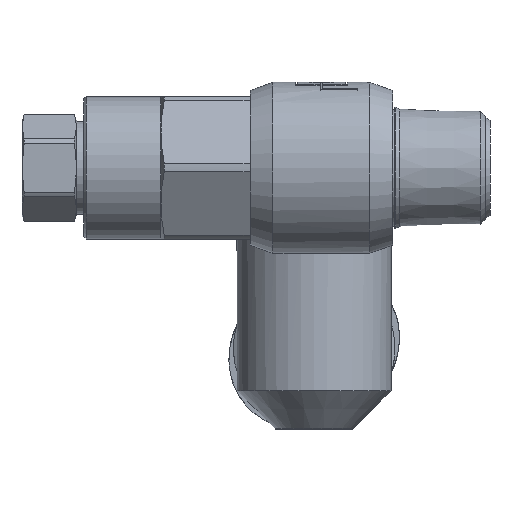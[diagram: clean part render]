
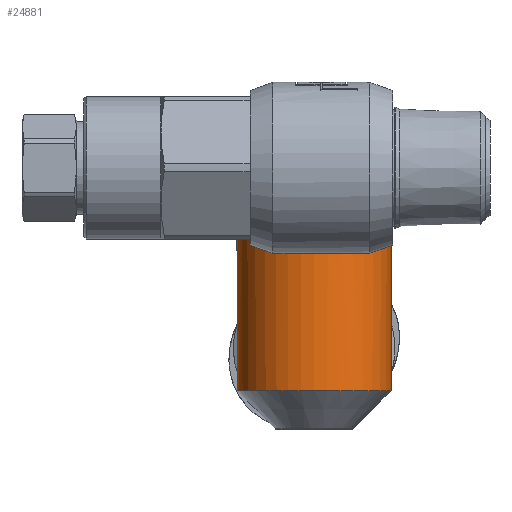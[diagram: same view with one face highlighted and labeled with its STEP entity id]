
A CAD part, left-side view. The second image highlights one B-rep face of the part: STEP entity #24881.
In plain terms, the highlighted cylindrical face has radius 6.5 mm (diameter 13 mm), a full revolution.
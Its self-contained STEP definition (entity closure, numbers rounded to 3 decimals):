
#24728=CARTESIAN_POINT('',(2.935,3.55,-5.8));
#24729=VERTEX_POINT('',#24728);
#24749=CARTESIAN_POINT('',(2.935,3.55,5.8));
#24750=VERTEX_POINT('',#24749);
#24751=CARTESIAN_POINT('',(0.0,3.55,0.0));
#24752=DIRECTION('',(0.0,-1.0,0.0));
#24753=DIRECTION('',(-1.0,0.0,0.0));
#24754=AXIS2_PLACEMENT_3D('',#24751,#24752,#24753);
#24755=CIRCLE('',#24754,6.5);
#24756=EDGE_CURVE('',#24750,#24729,#24755,.T.);
#24791=CARTESIAN_POINT('',(0.0,-2.825,0.0));
#24792=DIRECTION('',(0.0,-1.0,0.0));
#24793=DIRECTION('',(-1.0,0.0,0.0));
#24794=AXIS2_PLACEMENT_3D('',#24791,#24792,#24793);
#24795=CYLINDRICAL_SURFACE('',#24794,6.5);
#24796=CARTESIAN_POINT('',(-6.5,-9.2,0.0));
#24797=VERTEX_POINT('',#24796);
#24798=CARTESIAN_POINT('',(0.0,-9.2,0.0));
#24799=DIRECTION('',(0.0,-1.0,0.0));
#24800=DIRECTION('',(-1.0,0.0,0.0));
#24801=AXIS2_PLACEMENT_3D('',#24798,#24799,#24800);
#24802=CIRCLE('',#24801,6.5);
#24803=EDGE_CURVE('',#24797,#24797,#24802,.T.);
#24804=ORIENTED_EDGE('',*,*,#24803,.F.);
#24805=EDGE_LOOP('',(#24804));
#24806=FACE_OUTER_BOUND('',#24805,.T.);
#24807=CARTESIAN_POINT('',(1.136,2.298,6.4));
#24808=VERTEX_POINT('',#24807);
#24809=CARTESIAN_POINT('',(2.935,3.55,5.8));
#24810=CARTESIAN_POINT('',(2.794,3.434,5.871));
#24811=CARTESIAN_POINT('',(2.652,3.319,5.936));
#24812=CARTESIAN_POINT('',(2.127,2.908,6.156));
#24813=CARTESIAN_POINT('',(1.741,2.628,6.276));
#24814=CARTESIAN_POINT('',(1.269,2.366,6.375));
#24815=CARTESIAN_POINT('',(1.203,2.331,6.388));
#24816=CARTESIAN_POINT('',(1.136,2.298,6.4));
#24817=B_SPLINE_CURVE_WITH_KNOTS('',3,(#24809,#24810,#24811,#24812,#24813,#24814,#24815,#24816),.UNSPECIFIED.,.F.,.U.,(4,2,2,4),(1.922,1.98,2.133,2.157),.UNSPECIFIED.);
#24818=EDGE_CURVE('',#24750,#24808,#24817,.T.);
#24819=ORIENTED_EDGE('',*,*,#24818,.F.);
#24820=ORIENTED_EDGE('',*,*,#24756,.T.);
#24821=CARTESIAN_POINT('',(1.136,2.298,-6.4));
#24822=VERTEX_POINT('',#24821);
#24823=CARTESIAN_POINT('',(1.136,2.298,-6.4));
#24824=CARTESIAN_POINT('',(1.203,2.331,-6.388));
#24825=CARTESIAN_POINT('',(1.269,2.366,-6.375));
#24826=CARTESIAN_POINT('',(1.741,2.628,-6.276));
#24827=CARTESIAN_POINT('',(2.127,2.908,-6.156));
#24828=CARTESIAN_POINT('',(2.652,3.319,-5.936));
#24829=CARTESIAN_POINT('',(2.794,3.434,-5.871));
#24830=CARTESIAN_POINT('',(2.935,3.55,-5.8));
#24831=B_SPLINE_CURVE_WITH_KNOTS('',3,(#24823,#24824,#24825,#24826,#24827,#24828,#24829,#24830),.UNSPECIFIED.,.F.,.U.,(4,2,2,4),(0.128,0.153,0.305,0.363),.UNSPECIFIED.);
#24832=EDGE_CURVE('',#24822,#24729,#24831,.T.);
#24833=ORIENTED_EDGE('',*,*,#24832,.F.);
#24834=CARTESIAN_POINT('',(1.136,-2.298,-6.4));
#24835=VERTEX_POINT('',#24834);
#24836=CARTESIAN_POINT('',(1.136,-2.298,-6.4));
#24837=DIRECTION('',(0.0,1.0,0.0));
#24838=VECTOR('',#24837,4.596);
#24839=LINE('',#24836,#24838);
#24840=EDGE_CURVE('',#24835,#24822,#24839,.T.);
#24841=ORIENTED_EDGE('',*,*,#24840,.F.);
#24842=CARTESIAN_POINT('',(1.136,-2.298,6.4));
#24843=VERTEX_POINT('',#24842);
#24844=CARTESIAN_POINT('',(1.136,-2.298,6.4));
#24845=CARTESIAN_POINT('',(1.203,-2.331,6.388));
#24846=CARTESIAN_POINT('',(1.269,-2.366,6.375));
#24847=CARTESIAN_POINT('',(1.741,-2.628,6.276));
#24848=CARTESIAN_POINT('',(2.127,-2.908,6.156));
#24849=CARTESIAN_POINT('',(3.27,-3.802,5.678));
#24850=CARTESIAN_POINT('',(3.993,-4.458,5.2));
#24851=CARTESIAN_POINT('',(5.122,-5.494,4.07));
#24852=CARTESIAN_POINT('',(5.618,-5.962,3.382));
#24853=CARTESIAN_POINT('',(6.136,-6.452,2.189));
#24854=CARTESIAN_POINT('',(6.272,-6.582,1.765));
#24855=CARTESIAN_POINT('',(6.454,-6.756,0.892));
#24856=CARTESIAN_POINT('',(6.5,-6.8,0.444));
#24857=CARTESIAN_POINT('',(6.5,-6.8,-0.444));
#24858=CARTESIAN_POINT('',(6.454,-6.756,-0.892));
#24859=CARTESIAN_POINT('',(6.272,-6.582,-1.765));
#24860=CARTESIAN_POINT('',(6.136,-6.452,-2.189));
#24861=CARTESIAN_POINT('',(5.618,-5.962,-3.382));
#24862=CARTESIAN_POINT('',(5.122,-5.494,-4.07));
#24863=CARTESIAN_POINT('',(3.993,-4.458,-5.2));
#24864=CARTESIAN_POINT('',(3.27,-3.802,-5.678));
#24865=CARTESIAN_POINT('',(2.127,-2.908,-6.156));
#24866=CARTESIAN_POINT('',(1.741,-2.628,-6.276));
#24867=CARTESIAN_POINT('',(1.269,-2.366,-6.375));
#24868=CARTESIAN_POINT('',(1.203,-2.331,-6.388));
#24869=CARTESIAN_POINT('',(1.136,-2.298,-6.4));
#24870=B_SPLINE_CURVE_WITH_KNOTS('',3,(#24844,#24845,#24846,#24847,#24848,#24849,#24850,#24851,#24852,#24853,#24854,#24855,#24856,#24857,#24858,#24859,#24860,#24861,#24862,#24863,#24864,#24865,#24866,#24867,#24868,#24869),.UNSPECIFIED.,.F.,.U.,(4,2,2,2,2,2,2,2,2,2,2,2,4),(-2.157,-2.133,-1.98,-1.675,-1.409,-1.276,-1.143,-1.009,-0.876,-0.61,-0.305,-0.153,-0.128),.UNSPECIFIED.);
#24871=EDGE_CURVE('',#24843,#24835,#24870,.T.);
#24872=ORIENTED_EDGE('',*,*,#24871,.F.);
#24873=CARTESIAN_POINT('',(1.136,2.298,6.4));
#24874=DIRECTION('',(0.0,-1.0,0.0));
#24875=VECTOR('',#24874,4.596);
#24876=LINE('',#24873,#24875);
#24877=EDGE_CURVE('',#24808,#24843,#24876,.T.);
#24878=ORIENTED_EDGE('',*,*,#24877,.F.);
#24879=EDGE_LOOP('',(#24819,#24820,#24833,#24841,#24872,#24878));
#24880=FACE_BOUND('',#24879,.T.);
#24881=ADVANCED_FACE('',(#24806,#24880),#24795,.T.);
